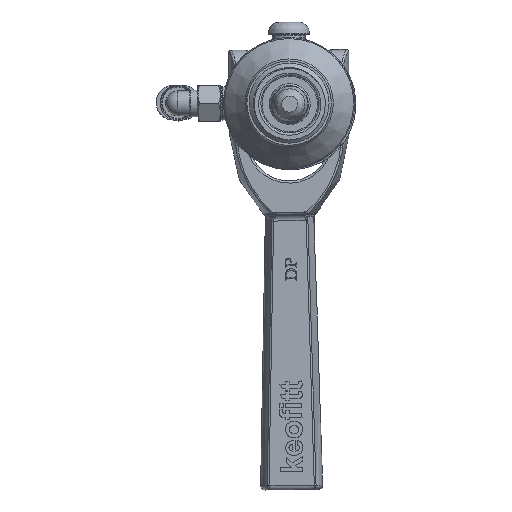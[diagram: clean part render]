
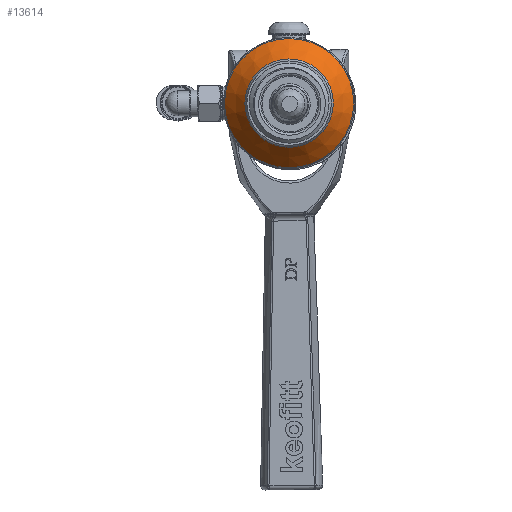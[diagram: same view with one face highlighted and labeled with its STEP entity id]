
A CAD part, front view. The second image highlights one B-rep face of the part: STEP entity #13614.
In plain terms, the highlighted conical face has half-angle 39 degrees and reference radius 12.125 mm.
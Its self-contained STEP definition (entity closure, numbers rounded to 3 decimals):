
#798=CONICAL_SURFACE('',#14419,12.125,0.681);
#1302=FACE_OUTER_BOUND('',#2047,.T.);
#2047=EDGE_LOOP('',(#8738,#8739,#8740,#8741,#8742,#8743,#8744,#8745));
#2871=LINE('',#18860,#3752);
#3752=VECTOR('',#15632,12.125);
#4654=CIRCLE('',#14411,14.527);
#4655=CIRCLE('',#14412,14.527);
#4656=CIRCLE('',#14413,14.527);
#4661=CIRCLE('',#14420,9.946);
#4662=CIRCLE('',#14421,9.946);
#4663=CIRCLE('',#14422,9.946);
#5273=VERTEX_POINT('',#18842);
#5274=VERTEX_POINT('',#18844);
#5275=VERTEX_POINT('',#18846);
#5279=VERTEX_POINT('',#18859);
#5280=VERTEX_POINT('',#18861);
#5281=VERTEX_POINT('',#18863);
#6650=EDGE_CURVE('',#5273,#5274,#4654,.T.);
#6651=EDGE_CURVE('',#5274,#5275,#4655,.T.);
#6652=EDGE_CURVE('',#5275,#5273,#4656,.T.);
#6658=EDGE_CURVE('',#5274,#5279,#2871,.T.);
#6659=EDGE_CURVE('',#5280,#5279,#4661,.T.);
#6660=EDGE_CURVE('',#5281,#5280,#4662,.T.);
#6661=EDGE_CURVE('',#5279,#5281,#4663,.T.);
#8738=ORIENTED_EDGE('',*,*,#6652,.F.);
#8739=ORIENTED_EDGE('',*,*,#6651,.F.);
#8740=ORIENTED_EDGE('',*,*,#6658,.T.);
#8741=ORIENTED_EDGE('',*,*,#6659,.F.);
#8742=ORIENTED_EDGE('',*,*,#6660,.F.);
#8743=ORIENTED_EDGE('',*,*,#6661,.F.);
#8744=ORIENTED_EDGE('',*,*,#6658,.F.);
#8745=ORIENTED_EDGE('',*,*,#6650,.F.);
#13614=ADVANCED_FACE('',(#1302),#798,.T.);
#14411=AXIS2_PLACEMENT_3D('',#18845,#15613,#15614);
#14412=AXIS2_PLACEMENT_3D('',#18847,#15615,#15616);
#14413=AXIS2_PLACEMENT_3D('',#18848,#15617,#15618);
#14419=AXIS2_PLACEMENT_3D('',#18858,#15630,#15631);
#14420=AXIS2_PLACEMENT_3D('',#18862,#15633,#15634);
#14421=AXIS2_PLACEMENT_3D('',#18864,#15635,#15636);
#14422=AXIS2_PLACEMENT_3D('',#18865,#15637,#15638);
#15613=DIRECTION('center_axis',(0.,1.,0.));
#15614=DIRECTION('ref_axis',(0.003,0.,
-1.));
#15615=DIRECTION('center_axis',(0.,1.,0.));
#15616=DIRECTION('ref_axis',(0.003,0.,
-1.));
#15617=DIRECTION('center_axis',(0.,1.,0.));
#15618=DIRECTION('ref_axis',(0.003,0.,
-1.));
#15630=DIRECTION('center_axis',(0.,1.,0.));
#15631=DIRECTION('ref_axis',(-0.003,0.,
1.));
#15632=DIRECTION('',(-0.002,-0.777,0.629));
#15633=DIRECTION('center_axis',(0.,-1.,0.));
#15634=DIRECTION('ref_axis',(0.003,0.,
-1.));
#15635=DIRECTION('center_axis',(0.,-1.,0.));
#15636=DIRECTION('ref_axis',(0.003,0.,
-1.));
#15637=DIRECTION('center_axis',(0.,-1.,0.));
#15638=DIRECTION('ref_axis',(0.003,0.,
-1.));
#18842=CARTESIAN_POINT('',(14.236,41.612,0.297));
#18844=CARTESIAN_POINT('',(-0.253,41.612,-14.269));
#18845=CARTESIAN_POINT('Origin',(-0.291,41.612,0.259));
#18846=CARTESIAN_POINT('',(-0.33,41.612,14.786));
#18847=CARTESIAN_POINT('Origin',(-0.291,41.612,0.259));
#18848=CARTESIAN_POINT('Origin',(-0.291,41.612,0.259));
#18858=CARTESIAN_POINT('Origin',(-0.291,38.646,0.259));
#18859=CARTESIAN_POINT('',(-0.265,35.954,-9.687));
#18860=CARTESIAN_POINT('',(-0.259,38.646,-11.866));
#18861=CARTESIAN_POINT('',(-0.318,35.954,10.204));
#18862=CARTESIAN_POINT('Origin',(-0.291,35.954,0.259));
#18863=CARTESIAN_POINT('',(9.654,35.954,0.285));
#18864=CARTESIAN_POINT('Origin',(-0.291,35.954,0.259));
#18865=CARTESIAN_POINT('Origin',(-0.291,35.954,0.259));
